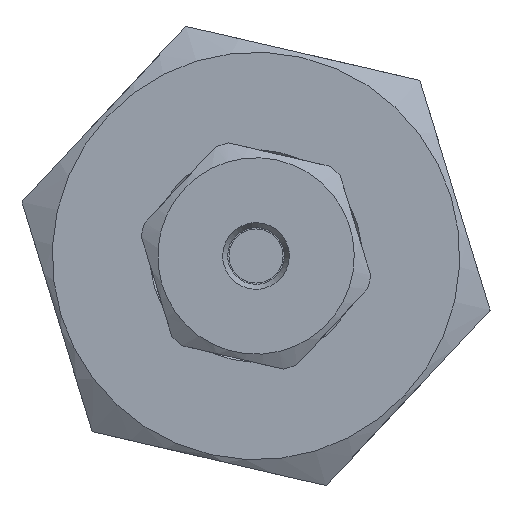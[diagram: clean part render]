
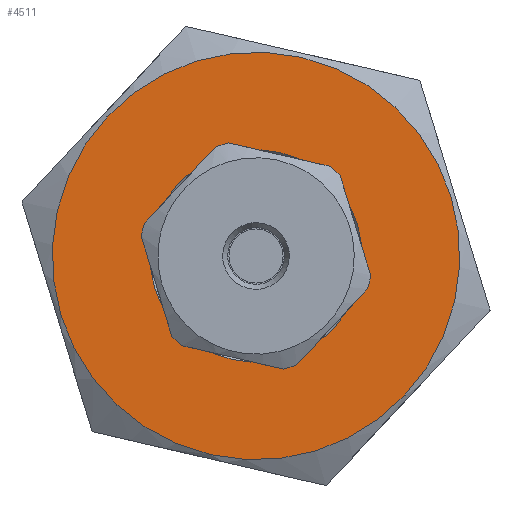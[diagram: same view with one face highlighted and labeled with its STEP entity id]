
A CAD part, left-side view. The second image highlights one B-rep face of the part: STEP entity #4511.
In plain terms, the highlighted planar face has unit normal (-1, 0, 0).
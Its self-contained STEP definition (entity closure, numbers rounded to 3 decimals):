
#486=CARTESIAN_POINT('',(-7.324,-3.158,-0.729));
#487=VERTEX_POINT('',#486);
#488=CARTESIAN_POINT('',(-7.324,0.,0.));
#489=DIRECTION('',(-1.0,0.,0.));
#490=DIRECTION('',(0.,0.974,0.225));
#491=AXIS2_PLACEMENT_3D('',#488,#489,#490);
#492=CIRCLE('',#491,3.241);
#493=EDGE_CURVE('',#487,#487,#492,.T.);
#4492=CARTESIAN_POINT('',(-7.324,3.032,0.7));
#4493=DIRECTION('',(-1.0,0.0,0.0));
#4494=DIRECTION('',(0.0,-0.225,0.974));
#4495=AXIS2_PLACEMENT_3D('',#4492,#4493,#4494);
#4496=PLANE('',#4495);
#4497=CARTESIAN_POINT('',(-7.324,6.063,1.4));
#4498=VERTEX_POINT('',#4497);
#4499=CARTESIAN_POINT('',(-7.324,0.,0.));
#4500=DIRECTION('',(1.0,0.,0.));
#4501=DIRECTION('',(0.,0.974,0.225));
#4502=AXIS2_PLACEMENT_3D('',#4499,#4500,#4501);
#4503=CIRCLE('',#4502,6.223);
#4504=EDGE_CURVE('',#4498,#4498,#4503,.T.);
#4505=ORIENTED_EDGE('',*,*,#4504,.F.);
#4506=EDGE_LOOP('',(#4505));
#4507=FACE_OUTER_BOUND('',#4506,.T.);
#4508=ORIENTED_EDGE('',*,*,#493,.F.);
#4509=EDGE_LOOP('',(#4508));
#4510=FACE_BOUND('',#4509,.T.);
#4511=ADVANCED_FACE('',(#4507,#4510),#4496,.T.);
